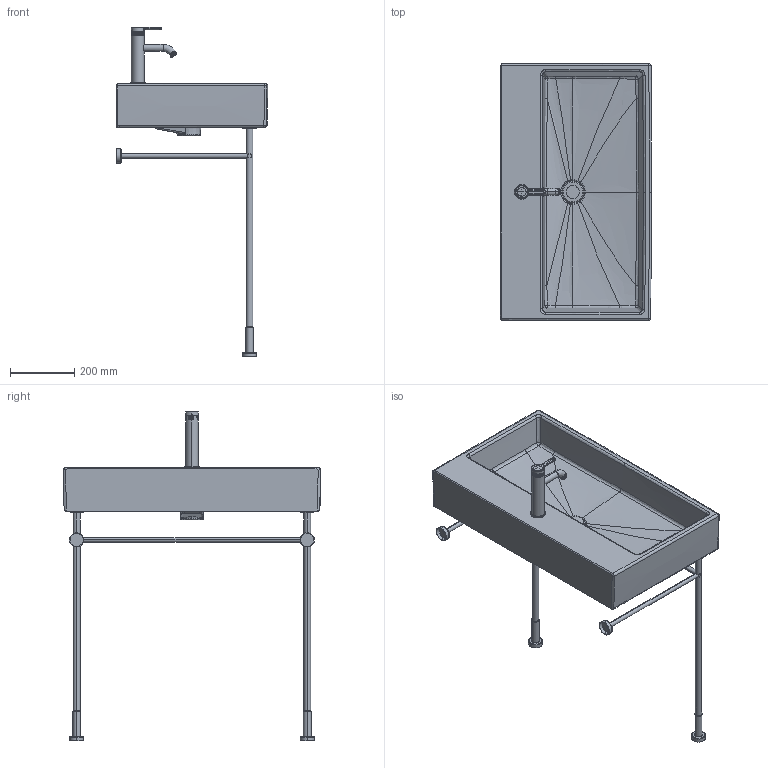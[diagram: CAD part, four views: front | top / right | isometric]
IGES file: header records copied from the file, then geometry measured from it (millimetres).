
Global section: file name: No Iges File Name specified; native system: Autodesk Inventor 2011; preprocessor: AutoDesk Inventor Iges Exporter R2011; author: Administrator; date: 20170704.213756; units: millimetre
Bounding box: 471.08 x 800.46 x 1025.45 mm (x, y, z)
Volume: 18115764.1 mm3; surface area: 1667423.8 mm2
Topology: 15 solids, 18 shells, 625 faces, 1432 edges, 852 vertices
Faces by surface type: bspline 269, plane 111, revolution 99, cylinder 84, torus 39, cone 18, sphere 5
